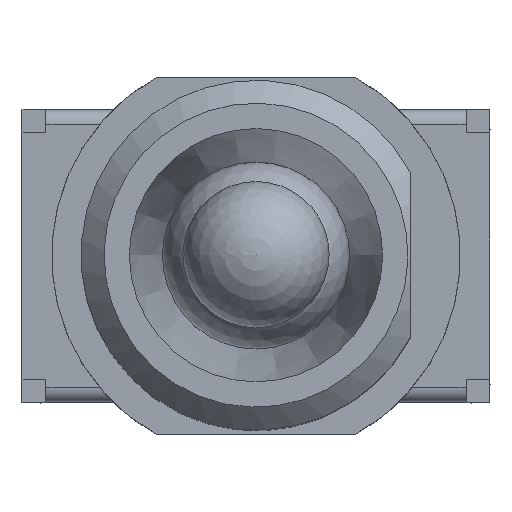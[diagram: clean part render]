
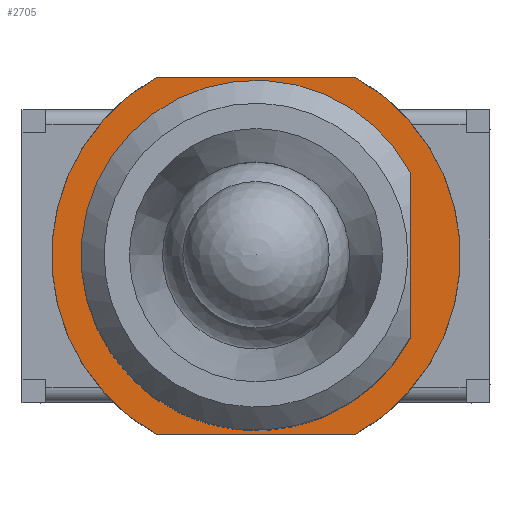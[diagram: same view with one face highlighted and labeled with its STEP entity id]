
A CAD part, top view. The second image highlights one B-rep face of the part: STEP entity #2705.
In plain terms, the highlighted planar face has unit normal (0, 0, 1).
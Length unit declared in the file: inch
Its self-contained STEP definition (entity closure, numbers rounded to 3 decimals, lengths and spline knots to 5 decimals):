
#34=FACE_BOUND('',#1028,.T.);
#73=CIRCLE('',#2901,0.11969);
#74=CIRCLE('',#2905,0.13976);
#76=CIRCLE('',#2909,0.13976);
#128=PLANE('',#2912);
#275=LINE('',#4657,#567);
#278=LINE('',#4667,#570);
#281=LINE('',#4675,#573);
#567=VECTOR('',#3271,0.3937);
#570=VECTOR('',#3282,0.3937);
#573=VECTOR('',#3293,0.3937);
#872=FACE_OUTER_BOUND('',#1027,.T.);
#1027=EDGE_LOOP('',(#2144,#2145,#2146,#2147));
#1028=EDGE_LOOP('',(#2148,#2149));
#1273=VERTEX_POINT('',#4650);
#1274=VERTEX_POINT('',#4652);
#1275=VERTEX_POINT('',#4659);
#1276=VERTEX_POINT('',#4660);
#1277=VERTEX_POINT('',#4666);
#1278=VERTEX_POINT('',#4670);
#1581=EDGE_CURVE('',#1274,#1273,#73,.T.);
#1583=EDGE_CURVE('',#1273,#1274,#275,.T.);
#1584=EDGE_CURVE('',#1275,#1276,#74,.T.);
#1588=EDGE_CURVE('',#1276,#1277,#278,.T.);
#1590=EDGE_CURVE('',#1277,#1278,#76,.T.);
#1593=EDGE_CURVE('',#1278,#1275,#281,.T.);
#2144=ORIENTED_EDGE('',*,*,#1584,.F.);
#2145=ORIENTED_EDGE('',*,*,#1593,.F.);
#2146=ORIENTED_EDGE('',*,*,#1590,.F.);
#2147=ORIENTED_EDGE('',*,*,#1588,.F.);
#2148=ORIENTED_EDGE('',*,*,#1581,.T.);
#2149=ORIENTED_EDGE('',*,*,#1583,.T.);
#2705=ADVANCED_FACE('',(#872,#34),#128,.T.);
#2901=AXIS2_PLACEMENT_3D('',#4653,#3264,#3265);
#2905=AXIS2_PLACEMENT_3D('',#4661,#3274,#3275);
#2909=AXIS2_PLACEMENT_3D('',#4671,#3286,#3287);
#2912=AXIS2_PLACEMENT_3D('',#4676,#3294,#3295);
#3264=DIRECTION('center_axis',(0.,0.,
-1.));
#3265=DIRECTION('ref_axis',(0.882,0.472,0.));
#3271=DIRECTION('',(0.,-1.,0.));
#3274=DIRECTION('center_axis',(0.,0.,
-1.));
#3275=DIRECTION('ref_axis',(-0.487,0.873,0.));
#3282=DIRECTION('',(-1.,0.,0.));
#3286=DIRECTION('center_axis',(0.,0.,
-1.));
#3287=DIRECTION('ref_axis',(0.487,-0.873,0.));
#3293=DIRECTION('',(1.,0.,0.));
#3294=DIRECTION('center_axis',(0.,0.,
1.));
#3295=DIRECTION('ref_axis',(1.,0.,0.));
#4650=CARTESIAN_POINT('',(0.10551,0.0565,0.30866));
#4652=CARTESIAN_POINT('',(0.10551,-0.0565,0.30866));
#4653=CARTESIAN_POINT('Origin',(0.,0.,
0.30866));
#4657=CARTESIAN_POINT('',(0.10551,0.02825,0.30866));
#4659=CARTESIAN_POINT('',(0.06811,0.12205,0.30866));
#4660=CARTESIAN_POINT('',(0.06811,-0.12205,0.30866));
#4661=CARTESIAN_POINT('Origin',(0.,0.,
0.30866));
#4666=CARTESIAN_POINT('',(-0.06811,-0.12205,0.30866));
#4667=CARTESIAN_POINT('',(0.06811,-0.12205,0.30866));
#4670=CARTESIAN_POINT('',(-0.06811,0.12205,0.30866));
#4671=CARTESIAN_POINT('Origin',(0.,0.,
0.30866));
#4675=CARTESIAN_POINT('',(-0.06811,0.12205,0.30866));
#4676=CARTESIAN_POINT('Origin',(0.,0.,
0.30866));
